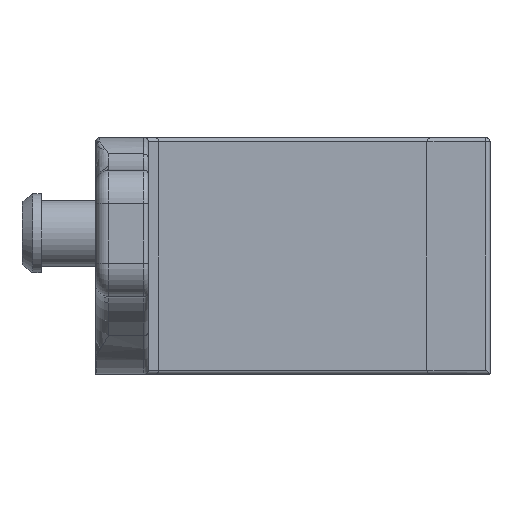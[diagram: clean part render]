
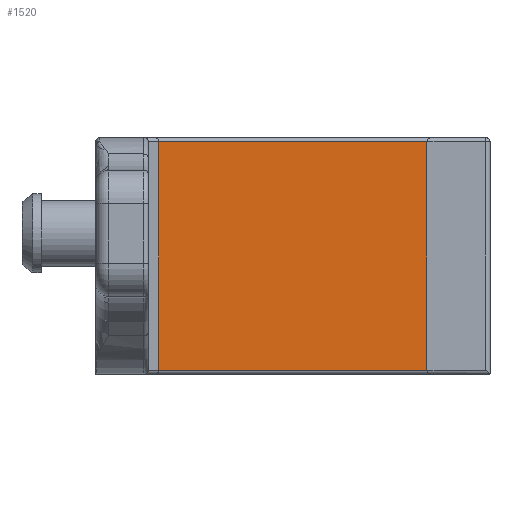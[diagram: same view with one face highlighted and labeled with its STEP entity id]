
A CAD part, left-side view. The second image highlights one B-rep face of the part: STEP entity #1520.
In plain terms, the highlighted planar face has unit normal (-1, 0, 0).
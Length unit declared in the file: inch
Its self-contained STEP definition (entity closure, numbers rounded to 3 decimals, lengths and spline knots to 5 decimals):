
#1508 = VERTEX_POINT ( 'NONE', #3465 ) ;
#1511 = VERTEX_POINT ( 'NONE', #3464 ) ;
#1514 = EDGE_LOOP ( 'NONE', ( #1531, #1557, #1559, #1546 ) ) ;
#1520 = ADVANCED_FACE ( 'NONE', ( #3440 ), #3438, .T. ) ;
#1531 = ORIENTED_EDGE ( 'NONE', *, *, #1536, .T. ) ;
#1536 = EDGE_CURVE ( 'NONE', #1511, #1508, #3480, .T. ) ;
#1546 = ORIENTED_EDGE ( 'NONE', *, *, #1548, .T. ) ;
#1547 = VERTEX_POINT ( 'NONE', #3524 ) ;
#1548 = EDGE_CURVE ( 'NONE', #1547, #1511, #3523, .T. ) ;
#1552 = VERTEX_POINT ( 'NONE', #3518 ) ;
#1557 = ORIENTED_EDGE ( 'NONE', *, *, #1558, .T. ) ;
#1558 = EDGE_CURVE ( 'NONE', #1508, #1552, #3512, .T. ) ;
#1559 = ORIENTED_EDGE ( 'NONE', *, *, #1560, .F. ) ;
#1560 = EDGE_CURVE ( 'NONE', #1547, #1552, #3508, .T. ) ;
#3438 = PLANE ( 'NONE',  #3501 ) ;
#3440 = FACE_OUTER_BOUND ( 'NONE', #1514, .T. ) ;
#3464 = CARTESIAN_POINT ( 'NONE',  ( -0.08, -0.02, -0.072 ) ) ;
#3465 = CARTESIAN_POINT ( 'NONE',  ( -0.08, -0.02, 0.362 ) ) ;
#3477 = DIRECTION ( 'NONE',  ( 0., 0., 1. ) ) ;
#3478 = VECTOR ( 'NONE', #3477, 39.37008 ) ;
#3479 = CARTESIAN_POINT ( 'NONE',  ( -0.08, -0.02, -0.08 ) ) ;
#3480 = LINE ( 'NONE', #3479, #3478 ) ;
#3498 = DIRECTION ( 'NONE',  ( 0., -1., 0. ) ) ;
#3499 = DIRECTION ( 'NONE',  ( -1., 0., 0. ) ) ;
#3500 = CARTESIAN_POINT ( 'NONE',  ( -0.08, 0.57, -0.08 ) ) ;
#3501 = AXIS2_PLACEMENT_3D ( 'NONE', #3500, #3499, #3498 ) ;
#3505 = DIRECTION ( 'NONE',  ( 0., 0., 1. ) ) ;
#3506 = VECTOR ( 'NONE', #3505, 39.37008 ) ;
#3507 = CARTESIAN_POINT ( 'NONE',  ( -0.08, 0.57, -0.08 ) ) ;
#3508 = LINE ( 'NONE', #3507, #3506 ) ;
#3509 = DIRECTION ( 'NONE',  ( 0., 1., 0. ) ) ;
#3510 = VECTOR ( 'NONE', #3509, 39.37008 ) ;
#3511 = CARTESIAN_POINT ( 'NONE',  ( -0.08, 0.57, 0.362 ) ) ;
#3512 = LINE ( 'NONE', #3511, #3510 ) ;
#3518 = CARTESIAN_POINT ( 'NONE',  ( -0.08, 0.57, 0.362 ) ) ;
#3520 = DIRECTION ( 'NONE',  ( 0., -1., 0. ) ) ;
#3521 = VECTOR ( 'NONE', #3520, 39.37008 ) ;
#3522 = CARTESIAN_POINT ( 'NONE',  ( -0.08, -0.02, -0.072 ) ) ;
#3523 = LINE ( 'NONE', #3522, #3521 ) ;
#3524 = CARTESIAN_POINT ( 'NONE',  ( -0.08, 0.57, -0.072 ) ) ;
